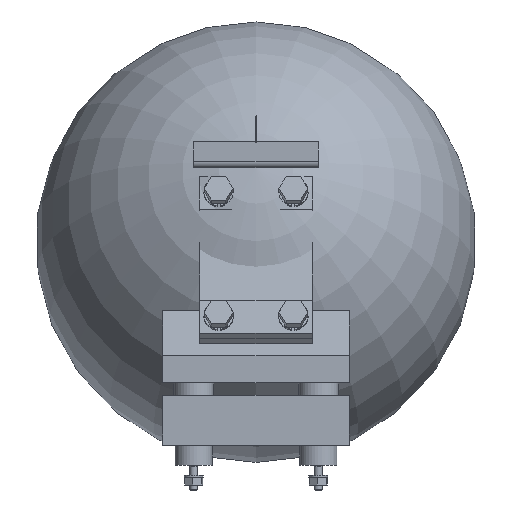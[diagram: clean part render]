
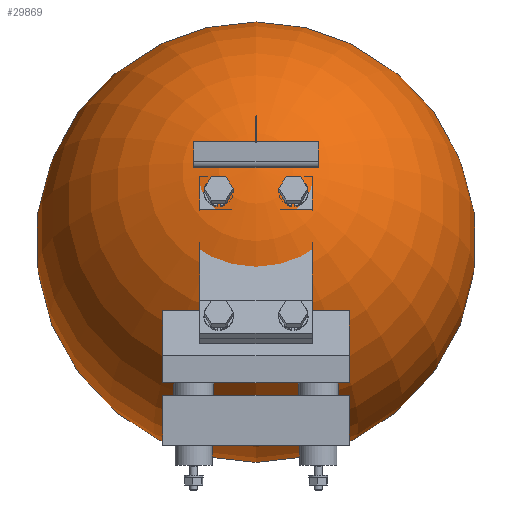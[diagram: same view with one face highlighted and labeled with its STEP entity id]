
A CAD part, left-side view. The second image highlights one B-rep face of the part: STEP entity #29869.
In plain terms, the highlighted toroidal (fillet/blend) face has major radius 0.147 mm and minor radius 88.606 mm.
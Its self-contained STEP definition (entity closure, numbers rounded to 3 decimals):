
#14=VERTEX_LOOP('',#18131);
#15=DEGENERATE_TOROIDAL_SURFACE('',#28400,0.147,88.606,
 .T.);
#333=CIRCLE('',#28401,9.494);
#14567=ORIENTED_EDGE('',*,*,#19120,.F.);
#18131=VERTEX_POINT('',#26062);
#18132=VERTEX_POINT('',#26063);
#19120=EDGE_CURVE('',#18132,#18132,#333,.T.);
#20197=EDGE_LOOP('',(#14567));
#21082=FACE_BOUND('',#14,.T.);
#21083=FACE_BOUND('',#20197,.T.);
#22878=DIRECTION('',(-0.94,0.,0.34));
#22879=DIRECTION('',(0.34,0.,0.94));
#22880=DIRECTION('',(-0.94,0.,0.34));
#22881=DIRECTION('',(3.228,0.,8.928));
#26061=CARTESIAN_POINT('',(-83.328,0.,30.123));
#26062=CARTESIAN_POINT('',(0.,0.,0.));
#26063=CARTESIAN_POINT('',(2.763,0.,9.096));
#26064=CARTESIAN_POINT('',(-0.465,0.,0.168));
#28400=AXIS2_PLACEMENT_3D('',#26061,#22878,#22879);
#28401=AXIS2_PLACEMENT_3D('',#26064,#22880,#22881);
#29869=ADVANCED_FACE('',(#21082,#21083),#15,.T.);
